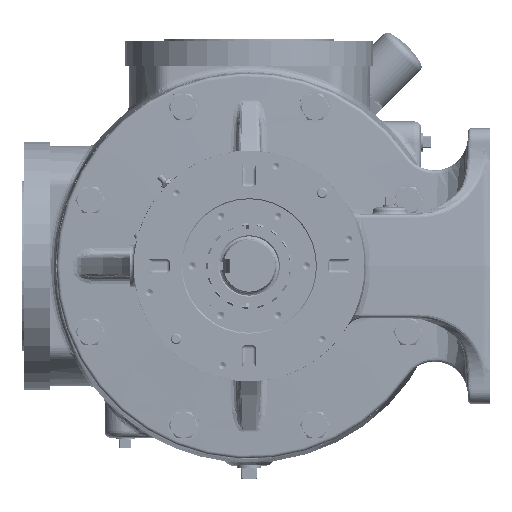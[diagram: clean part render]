
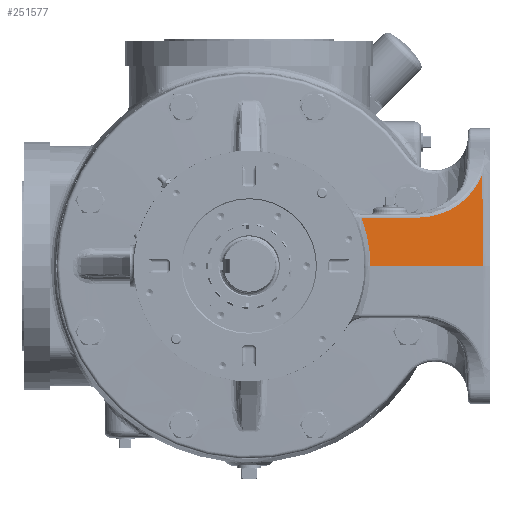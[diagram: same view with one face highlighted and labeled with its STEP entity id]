
A CAD part, left-side view. The second image highlights one B-rep face of the part: STEP entity #251577.
In plain terms, the highlighted planar face has unit normal (-0.707, -0.707, 0.035).
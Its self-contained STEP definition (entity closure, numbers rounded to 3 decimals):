
#361 = DIRECTION ( 'NONE',  ( 0.707, -0.707, 0. ) ) ;
#649 = EDGE_CURVE ( 'NONE', #306066, #396104, #39270, .T. ) ;
#1341 = ORIENTED_EDGE ( 'NONE', *, *, #296831, .T. ) ;
#31523 = VERTEX_POINT ( 'NONE', #277944 ) ;
#38644 = CARTESIAN_POINT ( 'NONE',  ( -328.269, -112.012, 0. ) ) ;
#39270 = LINE ( 'NONE', #110117, #86722 ) ;
#41186 =( BOUNDED_CURVE ( )  B_SPLINE_CURVE ( 3, ( #202120, #336963, #163361, #266156 ),
 .UNSPECIFIED., .F., .F. ) 
 B_SPLINE_CURVE_WITH_KNOTS ( ( 4, 4 ),
 ( 2.821, 3.186 ),
 .UNSPECIFIED. ) 
 CURVE ( )  GEOMETRIC_REPRESENTATION_ITEM ( )  RATIONAL_B_SPLINE_CURVE ( ( 1., 0.989, 0.989, 1. ) ) 
 REPRESENTATION_ITEM ( '' )  );
#52119 = EDGE_CURVE ( 'NONE', #31523, #311369, #319055, .T. ) ;
#60327 = PLANE ( 'NONE',  #348963 ) ;
#69993 = EDGE_CURVE ( 'NONE', #311369, #306066, #41186, .T. ) ;
#80333 = ORIENTED_EDGE ( 'NONE', *, *, #153274, .T. ) ;
#86722 = VECTOR ( 'NONE', #361, 1000. ) ;
#90177 = FACE_OUTER_BOUND ( 'NONE', #254155, .T. ) ;
#110117 = CARTESIAN_POINT ( 'NONE',  ( -218.031, -222.25, 0. ) ) ;
#119438 = CARTESIAN_POINT ( 'NONE',  ( -221.093, -215.002, 84.755 ) ) ;
#142421 = ORIENTED_EDGE ( 'NONE', *, *, #649, .T. ) ;
#145379 = CARTESIAN_POINT ( 'NONE',  ( -342.826, -95.248, 44.683 ) ) ;
#147425 =( BOUNDED_CURVE ( )  B_SPLINE_CURVE ( 3, ( #395899, #427970, #350243, #254130 ),
 .UNSPECIFIED., .F., .F. ) 
 B_SPLINE_CURVE_WITH_KNOTS ( ( 4, 4 ),
 ( 3.501, 4.663 ),
 .UNSPECIFIED. ) 
 CURVE ( )  GEOMETRIC_REPRESENTATION_ITEM ( )  RATIONAL_B_SPLINE_CURVE ( ( 1., 0.891, 0.891, 1. ) ) 
 REPRESENTATION_ITEM ( '' )  );
#153274 = EDGE_CURVE ( 'NONE', #396104, #162795, #277274, .T. ) ;
#162795 = VERTEX_POINT ( 'NONE', #119438 ) ;
#163361 = CARTESIAN_POINT ( 'NONE',  ( -327.593, -111.931, 15.329 ) ) ;
#195314 = DIRECTION ( 'NONE',  ( 0.707, -0.707, 0. ) ) ;
#202120 = CARTESIAN_POINT ( 'NONE',  ( -334.541, -103.533, 44.683 ) ) ;
#216188 = DIRECTION ( 'NONE',  ( -0.707, 0.707, 0. ) ) ;
#235497 = VECTOR ( 'NONE', #216188, 1000. ) ;
#241103 = ORIENTED_EDGE ( 'NONE', *, *, #69993, .T. ) ;
#251577 = ADVANCED_FACE ( 'Defeatured_0_3653', ( #90177 ), #60327, .T. ) ;
#254130 = CARTESIAN_POINT ( 'NONE',  ( -282.147, -155.927, 44.683 ) ) ;
#254155 = EDGE_LOOP ( 'NONE', ( #142421, #80333, #1341, #429615, #241103 ) ) ;
#266120 = DIRECTION ( 'NONE',  ( -0.707, -0.707, 0.035 ) ) ;
#266156 = CARTESIAN_POINT ( 'NONE',  ( -328.269, -112.012, 0. ) ) ;
#272791 = DIRECTION ( 'NONE',  ( 0.035, 0.014, 0.999 ) ) ;
#277274 = LINE ( 'NONE', #382462, #291462 ) ;
#277944 = CARTESIAN_POINT ( 'NONE',  ( -282.147, -155.927, 44.683 ) ) ;
#291462 = VECTOR ( 'NONE', #272791, 1000. ) ;
#296831 = EDGE_CURVE ( 'NONE', #162795, #31523, #147425, .T. ) ;
#306066 = VERTEX_POINT ( 'NONE', #38644 ) ;
#311369 = VERTEX_POINT ( 'NONE', #314357 ) ;
#314357 = CARTESIAN_POINT ( 'NONE',  ( -334.541, -103.533, 44.683 ) ) ;
#319055 = LINE ( 'NONE', #145379, #235497 ) ;
#336963 = CARTESIAN_POINT ( 'NONE',  ( -329.707, -109.073, 30.39 ) ) ;
#348963 = AXIS2_PLACEMENT_3D ( 'NONE', #369058, #266120, #195314 ) ;
#350243 = CARTESIAN_POINT ( 'NONE',  ( -254.816, -183.258, 44.683 ) ) ;
#369058 = CARTESIAN_POINT ( 'NONE',  ( -218.031, -222.25, 0. ) ) ;
#382462 = CARTESIAN_POINT ( 'NONE',  ( -224.048, -216.226, 0.123 ) ) ;
#395899 = CARTESIAN_POINT ( 'NONE',  ( -221.093, -215.002, 84.755 ) ) ;
#396104 = VERTEX_POINT ( 'NONE', #400294 ) ;
#400294 = CARTESIAN_POINT ( 'NONE',  ( -224.052, -216.228, 0. ) ) ;
#427970 = CARTESIAN_POINT ( 'NONE',  ( -231.967, -205.367, 59.68 ) ) ;
#429615 = ORIENTED_EDGE ( 'NONE', *, *, #52119, .T. ) ;
